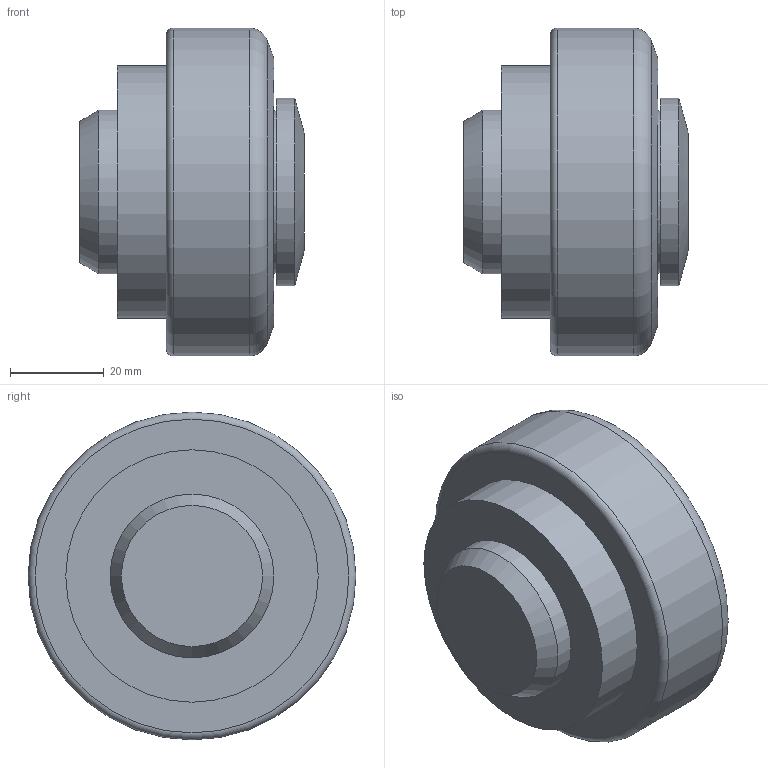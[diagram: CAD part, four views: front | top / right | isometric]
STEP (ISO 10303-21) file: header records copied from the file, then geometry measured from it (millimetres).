
FILE_DESCRIPTION(/* description */ ('Tigerrolle Edelstahl'),/* implementation_level */ '2;1');
FILE_NAME(/* name */ 'TR 070.0390.stp',/* time_stamp */ '2022-08-08T07:36:45+02:00',/* author */ ('seider'),/* organization */ ('Alfatec'),/* preprocessor_version */ 'ST-DEVELOPER v18.1',/* originating_system */ 'Autodesk Inventor 2020',/* authorisation */ '');
FILE_SCHEMA (('AUTOMOTIVE_DESIGN { 1 0 10303 214 3 1 1 }'));
Length unit declared in the file: millimetre
Products named in the file (1): TR 070.0390
Bounding box: 48 x 70.1 x 70.1 mm (x, y, z)
Volume: 125230.8 mm3; surface area: 15702.6 mm2
Topology: 1 solids, 1 shells, 16 faces, 43 edges, 33 vertices
Faces by surface type: plane 6, cylinder 5, cone 3, torus 2
Full cylindrical faces by diameter (mm): 34.845 x1, 35 x1, 40.155 x1, 54 x1, 70.1 x1
Entity records: 619 total; most frequent: DIRECTION 112, CARTESIAN_POINT 93, ORIENTED_EDGE 86, AXIS2_PLACEMENT_3D 52, EDGE_CURVE 43, CIRCLE 35, VERTEX_POINT 33, EDGE_LOOP 20
